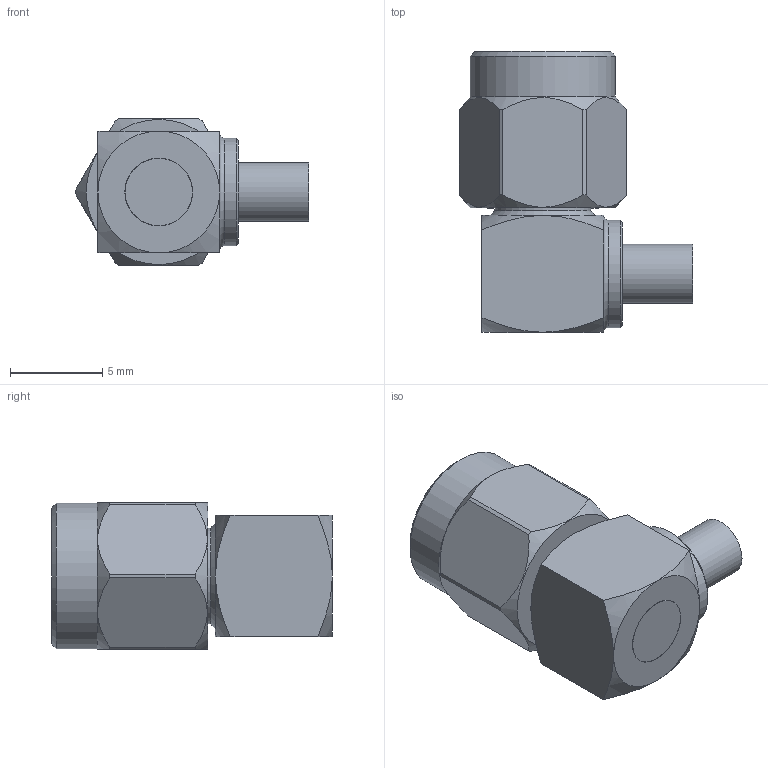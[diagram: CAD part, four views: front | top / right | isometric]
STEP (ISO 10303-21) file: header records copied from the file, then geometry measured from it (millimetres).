
FILE_DESCRIPTION (( 'STEP AP203' ), '1' );
FILE_NAME ('PE44692 ¦ FMCN1417.step', '2020-05-08T21:16:01', ( '' ), ( '' ), 'SwSTEP 2.0', 'SolidWorks 2018', '' );
FILE_SCHEMA (( 'CONFIG_CONTROL_DESIGN' ));
Length unit declared in the file: inch
Products named in the file (1): PE44692 ｦ FMCN1417
Bounding box: 12.65 x 15.24 x 7.94 mm (x, y, z)
Volume: 652.7 mm3; surface area: 826.8 mm2
Topology: 3 solids, 3 shells, 191 faces, 511 edges, 335 vertices
Faces by surface type: plane 145, cylinder 23, cone 18, bspline 3, torus 2
Full cylindrical faces by diameter (mm): 0.914 x1, 1.168 x1, 2.184 x1, 3.2 x1, 3.658 x1, 3.683 x1, 3.81 x1, 5.207 x1, 5.829 x1, 6.35 x6, 7.88 x1
Entity records: 6868 total; most frequent: CARTESIAN_POINT 2335, ORIENTED_EDGE 934, DIRECTION 848, EDGE_CURVE 467, VECTOR 376, LINE 376, VERTEX_POINT 319, AXIS2_PLACEMENT_3D 236
